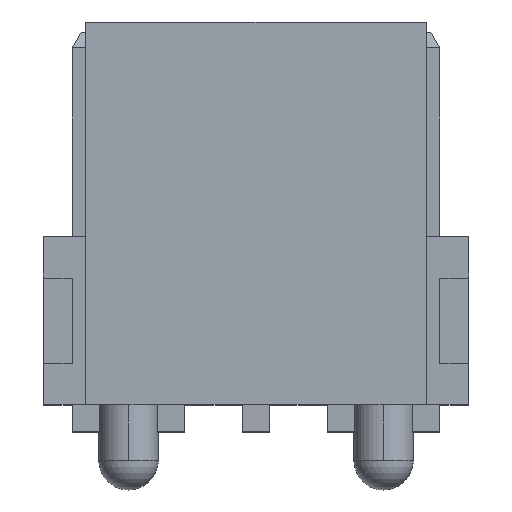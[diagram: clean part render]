
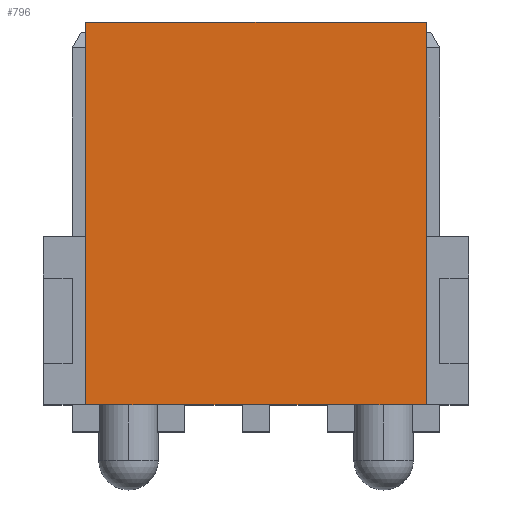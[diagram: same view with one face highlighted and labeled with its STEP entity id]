
A CAD part, top view. The second image highlights one B-rep face of the part: STEP entity #796.
In plain terms, the highlighted planar face has unit normal (0, 0, 1).
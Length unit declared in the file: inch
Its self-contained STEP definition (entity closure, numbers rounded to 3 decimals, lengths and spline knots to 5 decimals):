
#107 = CARTESIAN_POINT ( 'NONE',  ( -0.1, 0.225, 0.1 ) ) ;
#148 = VERTEX_POINT ( 'NONE', #7531 ) ;
#411 = VERTEX_POINT ( 'NONE', #6448 ) ;
#489 = CARTESIAN_POINT ( 'NONE',  ( -0.1, 0.225, 0.1 ) ) ;
#502 = LINE ( 'NONE', #1079, #3209 ) ;
#607 = ORIENTED_EDGE ( 'NONE', *, *, #5817, .F. ) ;
#692 = CARTESIAN_POINT ( 'NONE',  ( -0.058, 0., 0.1 ) ) ;
#796 = ADVANCED_FACE ( 'NONE', ( #905 ), #5360, .T. ) ;
#826 = DIRECTION ( 'NONE',  ( 0., -1., 0. ) ) ;
#905 = FACE_OUTER_BOUND ( 'NONE', #5411, .T. ) ;
#957 = AXIS2_PLACEMENT_3D ( 'NONE', #489, #3083, #4413 ) ;
#1003 = VERTEX_POINT ( 'NONE', #2375 ) ;
#1040 = ORIENTED_EDGE ( 'NONE', *, *, #4409, .T. ) ;
#1079 = CARTESIAN_POINT ( 'NONE',  ( 0.1, 0.225, 0.1 ) ) ;
#1184 = VERTEX_POINT ( 'NONE', #5113 ) ;
#1187 = CARTESIAN_POINT ( 'NONE',  ( -0.1, 0., 0.1 ) ) ;
#1257 = CARTESIAN_POINT ( 'NONE',  ( -0.1, 0., 0.1 ) ) ;
#1277 = VECTOR ( 'NONE', #4687, 39.37008 ) ;
#1291 = VECTOR ( 'NONE', #3983, 39.37008 ) ;
#1391 = EDGE_CURVE ( 'NONE', #2723, #1184, #1412, .T. ) ;
#1412 = LINE ( 'NONE', #4539, #5909 ) ;
#1487 = EDGE_CURVE ( 'NONE', #5713, #411, #1511, .T. ) ;
#1491 = CARTESIAN_POINT ( 'NONE',  ( 0.042, 0., 0.1 ) ) ;
#1511 = LINE ( 'NONE', #1187, #4616 ) ;
#1591 = LINE ( 'NONE', #7442, #6074 ) ;
#1602 = CARTESIAN_POINT ( 'NONE',  ( -0.092, 0., 0.1 ) ) ;
#1733 = EDGE_CURVE ( 'NONE', #5210, #5458, #1591, .T. ) ;
#2001 = ORIENTED_EDGE ( 'NONE', *, *, #5420, .F. ) ;
#2021 = DIRECTION ( 'NONE',  ( -1., 0., 0. ) ) ;
#2171 = ORIENTED_EDGE ( 'NONE', *, *, #1487, .F. ) ;
#2375 = CARTESIAN_POINT ( 'NONE',  ( -0.1, 0.225, 0.1 ) ) ;
#2482 = ORIENTED_EDGE ( 'NONE', *, *, #2671, .F. ) ;
#2493 = DIRECTION ( 'NONE',  ( -1., 0., 0. ) ) ;
#2559 = VECTOR ( 'NONE', #6910, 39.37008 ) ;
#2570 = LINE ( 'NONE', #3997, #5511 ) ;
#2671 = EDGE_CURVE ( 'NONE', #7418, #3302, #502, .T. ) ;
#2709 = DIRECTION ( 'NONE',  ( -1., 0., 0. ) ) ;
#2723 = VERTEX_POINT ( 'NONE', #1491 ) ;
#2724 = ORIENTED_EDGE ( 'NONE', *, *, #1391, .F. ) ;
#2903 = CARTESIAN_POINT ( 'NONE',  ( -0.1, 0., 0.1 ) ) ;
#3006 = DIRECTION ( 'NONE',  ( -1., 0., 0. ) ) ;
#3023 = EDGE_CURVE ( 'NONE', #5458, #5060, #4188, .T. ) ;
#3050 = LINE ( 'NONE', #5515, #6171 ) ;
#3083 = DIRECTION ( 'NONE',  ( 0., 0., 1. ) ) ;
#3209 = VECTOR ( 'NONE', #826, 39.37008 ) ;
#3266 = CARTESIAN_POINT ( 'NONE',  ( -0.1, 0., 0.1 ) ) ;
#3289 = ORIENTED_EDGE ( 'NONE', *, *, #5995, .T. ) ;
#3302 = VERTEX_POINT ( 'NONE', #5197 ) ;
#3418 = LINE ( 'NONE', #1257, #6539 ) ;
#3790 = CARTESIAN_POINT ( 'NONE',  ( -0.1, 0., 0.1 ) ) ;
#3983 = DIRECTION ( 'NONE',  ( -1., 0., 0. ) ) ;
#3997 = CARTESIAN_POINT ( 'NONE',  ( -0.1, 0., 0.1 ) ) ;
#4028 = ORIENTED_EDGE ( 'NONE', *, *, #7273, .F. ) ;
#4103 = DIRECTION ( 'NONE',  ( -1., 0., 0. ) ) ;
#4188 = LINE ( 'NONE', #3266, #1277 ) ;
#4339 = CARTESIAN_POINT ( 'NONE',  ( 0.092, 0., 0.1 ) ) ;
#4409 = EDGE_CURVE ( 'NONE', #7418, #1003, #4809, .T. ) ;
#4413 = DIRECTION ( 'NONE',  ( 1., 0., 0. ) ) ;
#4457 = DIRECTION ( 'NONE',  ( -1., 0., 0. ) ) ;
#4539 = CARTESIAN_POINT ( 'NONE',  ( -0.1, 0., 0.1 ) ) ;
#4588 = LINE ( 'NONE', #3790, #6158 ) ;
#4607 = VECTOR ( 'NONE', #4103, 39.37008 ) ;
#4616 = VECTOR ( 'NONE', #2493, 39.37008 ) ;
#4687 = DIRECTION ( 'NONE',  ( -1., 0., 0. ) ) ;
#4809 = LINE ( 'NONE', #5535, #4607 ) ;
#4892 = EDGE_CURVE ( 'NONE', #3302, #5713, #3050, .T. ) ;
#5058 = ORIENTED_EDGE ( 'NONE', *, *, #5652, .F. ) ;
#5060 = VERTEX_POINT ( 'NONE', #2903 ) ;
#5113 = CARTESIAN_POINT ( 'NONE',  ( 0.008, 0., 0.1 ) ) ;
#5197 = CARTESIAN_POINT ( 'NONE',  ( 0.1, 0., 0.1 ) ) ;
#5210 = VERTEX_POINT ( 'NONE', #692 ) ;
#5321 = ORIENTED_EDGE ( 'NONE', *, *, #4892, .F. ) ;
#5360 = PLANE ( 'NONE',  #957 ) ;
#5411 = EDGE_LOOP ( 'NONE', ( #5321, #2482, #1040, #3289, #7496, #6413, #2001, #5058, #4028, #2724, #607, #2171 ) ) ;
#5420 = EDGE_CURVE ( 'NONE', #7055, #5210, #4588, .T. ) ;
#5458 = VERTEX_POINT ( 'NONE', #1602 ) ;
#5511 = VECTOR ( 'NONE', #2709, 39.37008 ) ;
#5515 = CARTESIAN_POINT ( 'NONE',  ( -0.1, 0., 0.1 ) ) ;
#5535 = CARTESIAN_POINT ( 'NONE',  ( -0.1, 0.225, 0.1 ) ) ;
#5652 = EDGE_CURVE ( 'NONE', #148, #7055, #5965, .T. ) ;
#5713 = VERTEX_POINT ( 'NONE', #4339 ) ;
#5817 = EDGE_CURVE ( 'NONE', #411, #2723, #2570, .T. ) ;
#5909 = VECTOR ( 'NONE', #3006, 39.37008 ) ;
#5965 = LINE ( 'NONE', #6008, #1291 ) ;
#5995 = EDGE_CURVE ( 'NONE', #1003, #5060, #7242, .T. ) ;
#6008 = CARTESIAN_POINT ( 'NONE',  ( -0.1, 0., 0.1 ) ) ;
#6074 = VECTOR ( 'NONE', #4457, 39.37008 ) ;
#6154 = CARTESIAN_POINT ( 'NONE',  ( -0.042, 0., 0.1 ) ) ;
#6158 = VECTOR ( 'NONE', #6560, 39.37008 ) ;
#6171 = VECTOR ( 'NONE', #6534, 39.37008 ) ;
#6413 = ORIENTED_EDGE ( 'NONE', *, *, #1733, .F. ) ;
#6448 = CARTESIAN_POINT ( 'NONE',  ( 0.058, 0., 0.1 ) ) ;
#6534 = DIRECTION ( 'NONE',  ( -1., 0., 0. ) ) ;
#6539 = VECTOR ( 'NONE', #2021, 39.37008 ) ;
#6560 = DIRECTION ( 'NONE',  ( -1., 0., 0. ) ) ;
#6910 = DIRECTION ( 'NONE',  ( 0., -1., 0. ) ) ;
#7055 = VERTEX_POINT ( 'NONE', #6154 ) ;
#7242 = LINE ( 'NONE', #107, #2559 ) ;
#7273 = EDGE_CURVE ( 'NONE', #1184, #148, #3418, .T. ) ;
#7344 = CARTESIAN_POINT ( 'NONE',  ( 0.1, 0.225, 0.1 ) ) ;
#7418 = VERTEX_POINT ( 'NONE', #7344 ) ;
#7442 = CARTESIAN_POINT ( 'NONE',  ( -0.1, 0., 0.1 ) ) ;
#7496 = ORIENTED_EDGE ( 'NONE', *, *, #3023, .F. ) ;
#7531 = CARTESIAN_POINT ( 'NONE',  ( -0.008, 0., 0.1 ) ) ;
